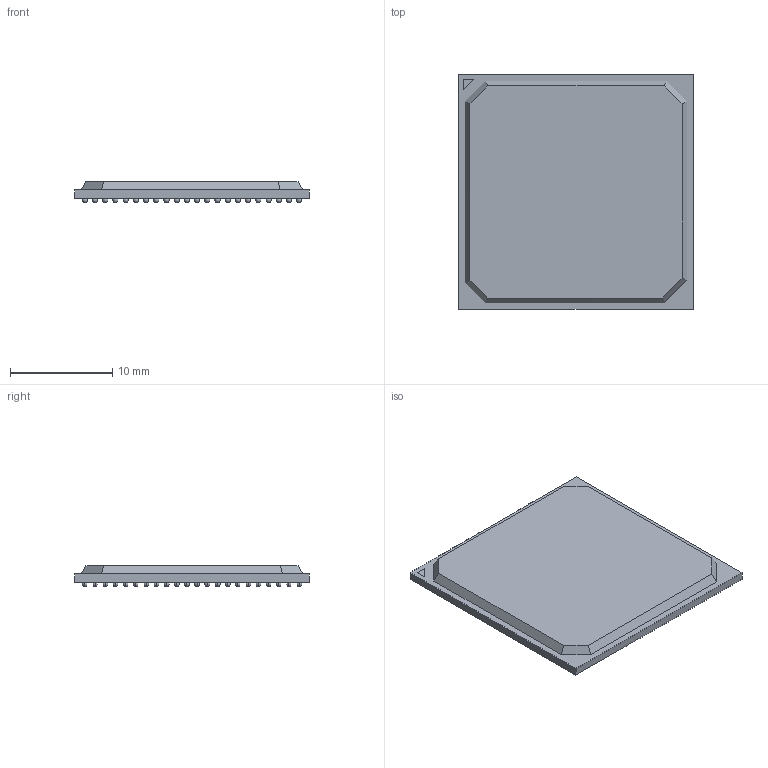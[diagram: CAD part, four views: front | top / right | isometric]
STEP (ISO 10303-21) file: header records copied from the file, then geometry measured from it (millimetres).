
FILE_DESCRIPTION((''),'2;1');
FILE_NAME('BGA484C100P22X22_2300X2300X200.stp','2015-02-05T11:24:16',(''),(''),'Mechanical Desktop 2011','Mechanical Desktop 2011',', , ');
FILE_SCHEMA(('AUTOMOTIVE_DESIGN { 1 2 10303 214 1 1 1 1 }'));
Length unit declared in the file: millimetre
Products named in the file (1): Product
Bounding box: 23 x 23 x 2 mm (x, y, z)
Volume: 808.1 mm3; surface area: 2467.5 mm2
Topology: 487 solids, 487 shells, 1961 faces, 3926 edges, 2940 vertices
Faces by surface type: plane 993, sphere 968
Entity records: 54449 total; most frequent: DIRECTION 11722, CARTESIAN_POINT 8828, ORIENTED_EDGE 7852, AXIS2_PLACEMENT_3D 5834, EDGE_CURVE 3926, CIRCLE 3872, VERTEX_POINT 2940, EDGE_LOOP 1962
